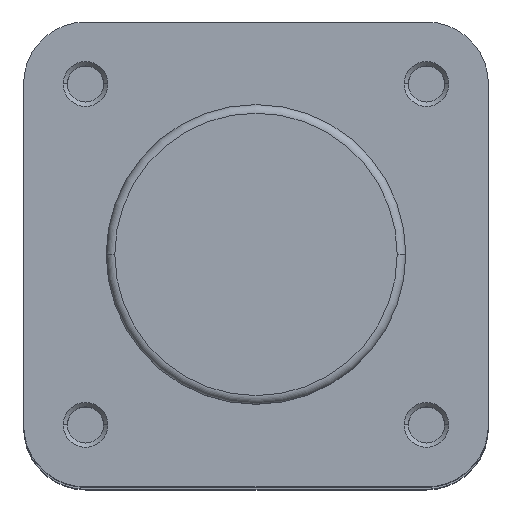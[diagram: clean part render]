
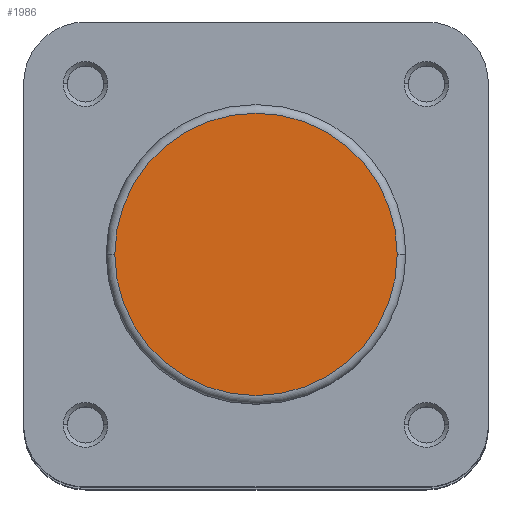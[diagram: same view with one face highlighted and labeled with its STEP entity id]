
A CAD part, top view. The second image highlights one B-rep face of the part: STEP entity #1986.
In plain terms, the highlighted planar face has unit normal (0, 0, 1).
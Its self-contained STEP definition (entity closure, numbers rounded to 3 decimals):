
#121 = DIRECTION ( 'NONE',  ( -1., 0., 0. ) ) ;
#323 = CARTESIAN_POINT ( 'NONE',  ( 0., 17.4, 0. ) ) ;
#329 = CARTESIAN_POINT ( 'NONE',  ( -16.4, 0., 0. ) ) ;
#337 = PLANE ( 'NONE',  #4542 ) ;
#338 = DIRECTION ( 'NONE',  ( 0., 0., -1. ) ) ;
#376 = VERTEX_POINT ( 'NONE', #329 ) ;
#442 = VERTEX_POINT ( 'NONE', #613 ) ;
#613 = CARTESIAN_POINT ( 'NONE',  ( 16.4, 0., 0. ) ) ;
#1372 = ORIENTED_EDGE ( 'NONE', *, *, #4233, .T. ) ;
#1373 = ORIENTED_EDGE ( 'NONE', *, *, #4258, .T. ) ;
#1464 = FACE_OUTER_BOUND ( 'NONE', #4139, .T. ) ;
#1986 = ADVANCED_FACE ( 'NONE', ( #1464 ), #337, .F. ) ;
#2351 = CIRCLE ( 'NONE', #4757, 16.4 ) ;
#2392 = CIRCLE ( 'NONE', #4758, 16.4 ) ;
#3052 = CARTESIAN_POINT ( 'NONE',  ( 0., 0., 0. ) ) ;
#3053 = DIRECTION ( 'NONE',  ( 0., 0., 1. ) ) ;
#3054 = DIRECTION ( 'NONE',  ( -1., 0., 0. ) ) ;
#3105 = CARTESIAN_POINT ( 'NONE',  ( 0., 0., 0. ) ) ;
#3113 = DIRECTION ( 'NONE',  ( 0., 0., 1. ) ) ;
#3114 = DIRECTION ( 'NONE',  ( -1., 0., 0. ) ) ;
#4139 = EDGE_LOOP ( 'NONE', ( #1373, #1372 ) ) ;
#4233 = EDGE_CURVE ( 'NONE', #442, #376, #2351, .T. ) ;
#4258 = EDGE_CURVE ( 'NONE', #376, #442, #2392, .T. ) ;
#4542 = AXIS2_PLACEMENT_3D ( 'NONE', #323, #338, #121 ) ;
#4757 = AXIS2_PLACEMENT_3D ( 'NONE', #3052, #3053, #3054 ) ;
#4758 = AXIS2_PLACEMENT_3D ( 'NONE', #3105, #3113, #3114 ) ;
